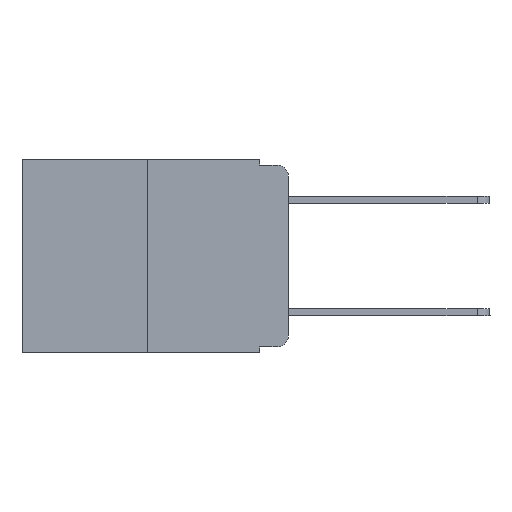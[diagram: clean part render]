
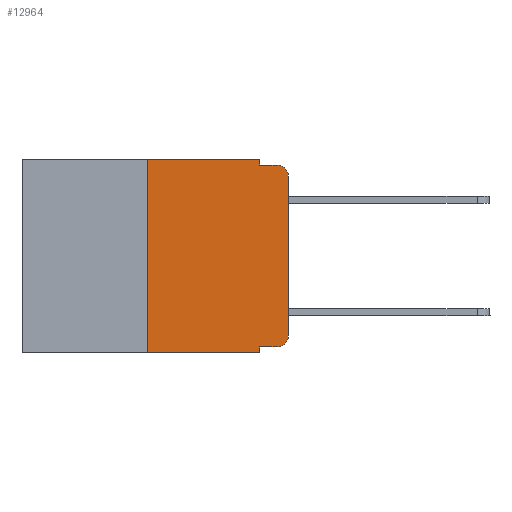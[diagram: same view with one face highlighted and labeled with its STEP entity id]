
A CAD part, left-side view. The second image highlights one B-rep face of the part: STEP entity #12964.
In plain terms, the highlighted planar face has unit normal (-1, 0, 0).
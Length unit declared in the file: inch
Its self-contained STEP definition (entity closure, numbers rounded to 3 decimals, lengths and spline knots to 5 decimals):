
#9 = LINE ( 'NONE', #6729, #13837 ) ;
#37 = CARTESIAN_POINT ( 'NONE',  ( 0., 0.051, 0. ) ) ;
#245 = DIRECTION ( 'NONE',  ( 0., 0., 1. ) ) ;
#501 = ORIENTED_EDGE ( 'NONE', *, *, #2730, .F. ) ;
#693 = DIRECTION ( 'NONE',  ( -1., 0., 0. ) ) ;
#823 = VERTEX_POINT ( 'NONE', #19498 ) ;
#1038 = FACE_OUTER_BOUND ( 'NONE', #14974, .T. ) ;
#1230 = CARTESIAN_POINT ( 'NONE',  ( 0., 0., -0.313 ) ) ;
#1399 = EDGE_CURVE ( 'NONE', #1602, #12292, #15288, .T. ) ;
#1417 = EDGE_CURVE ( 'NONE', #5185, #823, #16848, .T. ) ;
#1488 = DIRECTION ( 'NONE',  ( 0., 0., -1. ) ) ;
#1505 = CARTESIAN_POINT ( 'NONE',  ( 0., 0.051, -0.333 ) ) ;
#1602 = VERTEX_POINT ( 'NONE', #1230 ) ;
#1809 = CARTESIAN_POINT ( 'NONE',  ( 0., 0.25, 0. ) ) ;
#2172 = AXIS2_PLACEMENT_3D ( 'NONE', #14426, #21216, #1488 ) ;
#2469 = VERTEX_POINT ( 'NONE', #7017 ) ;
#2730 = EDGE_CURVE ( 'NONE', #16830, #16159, #15189, .T. ) ;
#2756 = LINE ( 'NONE', #21383, #21502 ) ;
#3141 = DIRECTION ( 'NONE',  ( 0., 0., 1. ) ) ;
#3260 = VERTEX_POINT ( 'NONE', #10444 ) ;
#3560 = EDGE_CURVE ( 'NONE', #16159, #12094, #17216, .T. ) ;
#4309 = LINE ( 'NONE', #15723, #15787 ) ;
#4725 = CIRCLE ( 'NONE', #19785, 0.02 ) ;
#4732 = DIRECTION ( 'NONE',  ( 0., -1., 0. ) ) ;
#4795 = EDGE_CURVE ( 'NONE', #20067, #3260, #9, .T. ) ;
#4807 = ORIENTED_EDGE ( 'NONE', *, *, #18026, .T. ) ;
#4997 = VECTOR ( 'NONE', #3141, 39.37008 ) ;
#5185 = VERTEX_POINT ( 'NONE', #18547 ) ;
#5536 = DIRECTION ( 'NONE',  ( 0., 0., -1. ) ) ;
#6090 = PLANE ( 'NONE',  #2172 ) ;
#6504 = ORIENTED_EDGE ( 'NONE', *, *, #1399, .T. ) ;
#6519 = CARTESIAN_POINT ( 'NONE',  ( 0., 0.051, -0.01 ) ) ;
#6729 = CARTESIAN_POINT ( 'NONE',  ( 0., 0.051, -0.333 ) ) ;
#6850 = VECTOR ( 'NONE', #10225, 39.37008 ) ;
#6875 = AXIS2_PLACEMENT_3D ( 'NONE', #7746, #21107, #17737 ) ;
#6967 = CARTESIAN_POINT ( 'NONE',  ( 0., 0.02, -0.01 ) ) ;
#7017 = CARTESIAN_POINT ( 'NONE',  ( 0., 0.051, -0.343 ) ) ;
#7572 = EDGE_CURVE ( 'NONE', #12292, #12094, #4725, .T. ) ;
#7746 = CARTESIAN_POINT ( 'NONE',  ( 0., 0.02, -0.313 ) ) ;
#8565 = CARTESIAN_POINT ( 'NONE',  ( 0., 0., -0.03 ) ) ;
#8793 = CARTESIAN_POINT ( 'NONE',  ( 0., 0.051, 0. ) ) ;
#9225 = ORIENTED_EDGE ( 'NONE', *, *, #20456, .T. ) ;
#9500 = EDGE_CURVE ( 'NONE', #20067, #2469, #4309, .T. ) ;
#9786 = VECTOR ( 'NONE', #15892, 39.37008 ) ;
#10225 = DIRECTION ( 'NONE',  ( 0., -1., 0. ) ) ;
#10444 = CARTESIAN_POINT ( 'NONE',  ( 0., 0.02, -0.333 ) ) ;
#10624 = CARTESIAN_POINT ( 'NONE',  ( 0., 0.051, -0.01 ) ) ;
#10677 = DIRECTION ( 'NONE',  ( 0., 0., -1. ) ) ;
#10834 = VECTOR ( 'NONE', #16851, 39.37008 ) ;
#11554 = CARTESIAN_POINT ( 'NONE',  ( 0., 0.473, -0.343 ) ) ;
#11694 = CARTESIAN_POINT ( 'NONE',  ( 0., 0., 0. ) ) ;
#11781 = ORIENTED_EDGE ( 'NONE', *, *, #4795, .T. ) ;
#12094 = VERTEX_POINT ( 'NONE', #6967 ) ;
#12292 = VERTEX_POINT ( 'NONE', #8565 ) ;
#12724 = ORIENTED_EDGE ( 'NONE', *, *, #7572, .T. ) ;
#12964 = ADVANCED_FACE ( 'NONE', ( #1038 ), #6090, .F. ) ;
#13418 = DIRECTION ( 'NONE',  ( 0., -1., 0. ) ) ;
#13506 = LINE ( 'NONE', #11554, #6850 ) ;
#13837 = VECTOR ( 'NONE', #13418, 39.37008 ) ;
#14426 = CARTESIAN_POINT ( 'NONE',  ( 0., 0.473, 0. ) ) ;
#14974 = EDGE_LOOP ( 'NONE', ( #6504, #12724, #19810, #501, #18142, #21487, #4807, #21489, #11781, #9225 ) ) ;
#15189 = LINE ( 'NONE', #37, #10834 ) ;
#15215 = EDGE_CURVE ( 'NONE', #823, #16830, #2756, .T. ) ;
#15288 = LINE ( 'NONE', #11694, #15829 ) ;
#15723 = CARTESIAN_POINT ( 'NONE',  ( 0., 0.051, 0. ) ) ;
#15787 = VECTOR ( 'NONE', #10677, 39.37008 ) ;
#15829 = VECTOR ( 'NONE', #245, 39.37008 ) ;
#15892 = DIRECTION ( 'NONE',  ( 0., -1., 0. ) ) ;
#16159 = VERTEX_POINT ( 'NONE', #6519 ) ;
#16346 = CIRCLE ( 'NONE', #6875, 0.02 ) ;
#16830 = VERTEX_POINT ( 'NONE', #8793 ) ;
#16848 = LINE ( 'NONE', #1809, #4997 ) ;
#16851 = DIRECTION ( 'NONE',  ( 0., 0., -1. ) ) ;
#17216 = LINE ( 'NONE', #10624, #9786 ) ;
#17737 = DIRECTION ( 'NONE',  ( 0., 0., -1. ) ) ;
#18026 = EDGE_CURVE ( 'NONE', #5185, #2469, #13506, .T. ) ;
#18142 = ORIENTED_EDGE ( 'NONE', *, *, #15215, .F. ) ;
#18547 = CARTESIAN_POINT ( 'NONE',  ( 0., 0.25, -0.343 ) ) ;
#19498 = CARTESIAN_POINT ( 'NONE',  ( 0., 0.25, 0. ) ) ;
#19785 = AXIS2_PLACEMENT_3D ( 'NONE', #20779, #693, #5536 ) ;
#19810 = ORIENTED_EDGE ( 'NONE', *, *, #3560, .F. ) ;
#20067 = VERTEX_POINT ( 'NONE', #1505 ) ;
#20456 = EDGE_CURVE ( 'NONE', #3260, #1602, #16346, .T. ) ;
#20779 = CARTESIAN_POINT ( 'NONE',  ( 0., 0.02, -0.03 ) ) ;
#21107 = DIRECTION ( 'NONE',  ( -1., 0., 0. ) ) ;
#21216 = DIRECTION ( 'NONE',  ( 1., 0., 0. ) ) ;
#21383 = CARTESIAN_POINT ( 'NONE',  ( 0., 0.473, 0. ) ) ;
#21487 = ORIENTED_EDGE ( 'NONE', *, *, #1417, .F. ) ;
#21489 = ORIENTED_EDGE ( 'NONE', *, *, #9500, .F. ) ;
#21502 = VECTOR ( 'NONE', #4732, 39.37008 ) ;
